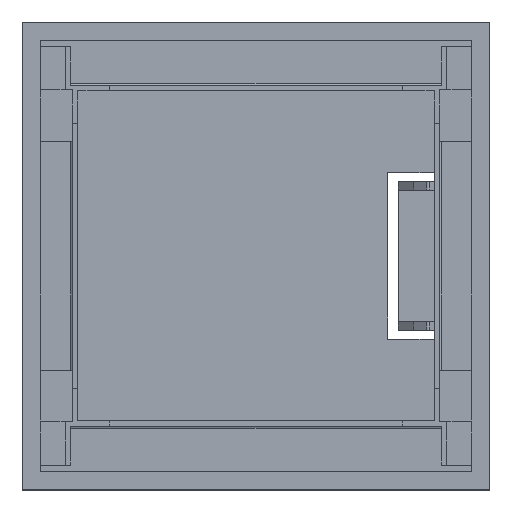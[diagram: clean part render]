
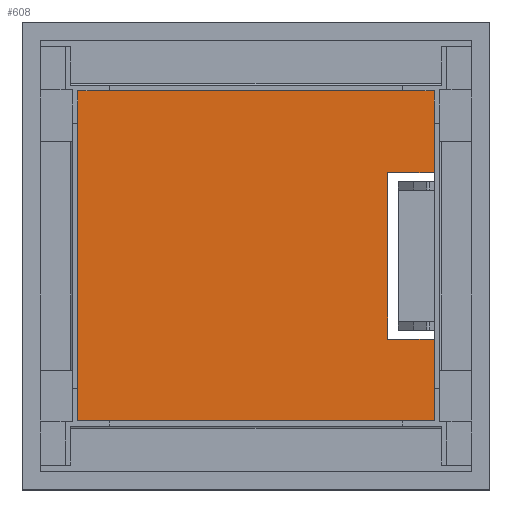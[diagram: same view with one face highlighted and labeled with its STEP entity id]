
A CAD part, top view. The second image highlights one B-rep face of the part: STEP entity #608.
In plain terms, the highlighted face is planar.
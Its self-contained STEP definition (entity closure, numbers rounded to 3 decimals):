
#8 = EDGE_CURVE ( 'NONE', #8750, #1529, #6122, .T. ) ;
#244 = VERTEX_POINT ( 'NONE', #4423 ) ;
#294 = LINE ( 'NONE', #8285, #7518 ) ;
#369 = VERTEX_POINT ( 'NONE', #5169 ) ;
#401 = CARTESIAN_POINT ( 'NONE',  ( 87.25, 0., -78. ) ) ;
#428 = VERTEX_POINT ( 'NONE', #7903 ) ;
#525 = CARTESIAN_POINT ( 'NONE',  ( 0., 0., -92.5 ) ) ;
#608 = ADVANCED_FACE ( 'NONE', ( #4747 ), #8899, .T. ) ;
#750 = VERTEX_POINT ( 'NONE', #401 ) ;
#808 = CARTESIAN_POINT ( 'NONE',  ( -92.25, 0., -78. ) ) ;
#871 = EDGE_LOOP ( 'NONE', ( #6728, #2106, #6177, #958, #2380, #8669, #8606, #4914, #4223, #2422, #3761, #1213 ) ) ;
#954 = CARTESIAN_POINT ( 'NONE',  ( -87.25, 0., -78. ) ) ;
#958 = ORIENTED_EDGE ( 'NONE', *, *, #9053, .T. ) ;
#961 = LINE ( 'NONE', #4398, #6485 ) ;
#1154 = LINE ( 'NONE', #6117, #9050 ) ;
#1213 = ORIENTED_EDGE ( 'NONE', *, *, #8, .F. ) ;
#1228 = LINE ( 'NONE', #5280, #2900 ) ;
#1463 = DIRECTION ( 'NONE',  ( 0., 0., -1. ) ) ;
#1529 = VERTEX_POINT ( 'NONE', #8070 ) ;
#1564 = VECTOR ( 'NONE', #2497, 1000. ) ;
#1728 = CARTESIAN_POINT ( 'NONE',  ( 0., 0., -78. ) ) ;
#1790 = LINE ( 'NONE', #4885, #1564 ) ;
#1798 = EDGE_CURVE ( 'NONE', #750, #7478, #1790, .T. ) ;
#1806 = DIRECTION ( 'NONE',  ( 0., 0., -1. ) ) ;
#1833 = CARTESIAN_POINT ( 'NONE',  ( 87.25, 0., -92.5 ) ) ;
#2106 = ORIENTED_EDGE ( 'NONE', *, *, #6795, .T. ) ;
#2113 = EDGE_CURVE ( 'NONE', #2317, #750, #1228, .T. ) ;
#2213 = VECTOR ( 'NONE', #7709, 1000. ) ;
#2285 = CARTESIAN_POINT ( 'NONE',  ( 38.5, 0., 92.5 ) ) ;
#2317 = VERTEX_POINT ( 'NONE', #7106 ) ;
#2380 = ORIENTED_EDGE ( 'NONE', *, *, #9028, .T. ) ;
#2422 = ORIENTED_EDGE ( 'NONE', *, *, #5215, .F. ) ;
#2497 = DIRECTION ( 'NONE',  ( 0., 0., -1. ) ) ;
#2900 = VECTOR ( 'NONE', #7418, 1000. ) ;
#2992 = AXIS2_PLACEMENT_3D ( 'NONE', #1728, #4226, #3934 ) ;
#3110 = VECTOR ( 'NONE', #1463, 1000. ) ;
#3169 = VECTOR ( 'NONE', #6690, 1000. ) ;
#3228 = EDGE_CURVE ( 'NONE', #7345, #428, #7965, .T. ) ;
#3282 = EDGE_CURVE ( 'NONE', #6899, #8750, #5732, .T. ) ;
#3522 = CARTESIAN_POINT ( 'NONE',  ( 92.25, 0., 92.5 ) ) ;
#3525 = VECTOR ( 'NONE', #3780, 1000. ) ;
#3597 = CARTESIAN_POINT ( 'NONE',  ( 92.25, 0., -78. ) ) ;
#3761 = ORIENTED_EDGE ( 'NONE', *, *, #9267, .F. ) ;
#3780 = DIRECTION ( 'NONE',  ( 0., 0., 1. ) ) ;
#3827 = VECTOR ( 'NONE', #5361, 1000. ) ;
#3934 = DIRECTION ( 'NONE',  ( 0., 0., -1. ) ) ;
#4115 = VECTOR ( 'NONE', #4850, 1000. ) ;
#4223 = ORIENTED_EDGE ( 'NONE', *, *, #2113, .F. ) ;
#4226 = DIRECTION ( 'NONE',  ( 0., -1., 0. ) ) ;
#4346 = LINE ( 'NONE', #525, #4115 ) ;
#4398 = CARTESIAN_POINT ( 'NONE',  ( -92.25, 0., 92.5 ) ) ;
#4423 = CARTESIAN_POINT ( 'NONE',  ( -92.25, 0., 92.5 ) ) ;
#4670 = CARTESIAN_POINT ( 'NONE',  ( 38.5, 0., 61. ) ) ;
#4747 = FACE_OUTER_BOUND ( 'NONE', #871, .T. ) ;
#4850 = DIRECTION ( 'NONE',  ( -1., 0., 0. ) ) ;
#4885 = CARTESIAN_POINT ( 'NONE',  ( 87.25, 0., -92.5 ) ) ;
#4914 = ORIENTED_EDGE ( 'NONE', *, *, #1798, .F. ) ;
#5169 = CARTESIAN_POINT ( 'NONE',  ( -38.5, 0., 92.5 ) ) ;
#5197 = VECTOR ( 'NONE', #5353, 1000. ) ;
#5215 = EDGE_CURVE ( 'NONE', #5814, #2317, #7154, .T. ) ;
#5270 = CARTESIAN_POINT ( 'NONE',  ( -87.25, 0., -92.5 ) ) ;
#5275 = EDGE_CURVE ( 'NONE', #369, #244, #961, .T. ) ;
#5280 = CARTESIAN_POINT ( 'NONE',  ( 87.25, 0., -78. ) ) ;
#5353 = DIRECTION ( 'NONE',  ( 1., 0., 0. ) ) ;
#5361 = DIRECTION ( 'NONE',  ( 1., 0., 0. ) ) ;
#5732 = LINE ( 'NONE', #4670, #3827 ) ;
#5814 = VERTEX_POINT ( 'NONE', #3522 ) ;
#6117 = CARTESIAN_POINT ( 'NONE',  ( -92.25, 0., -78. ) ) ;
#6122 = LINE ( 'NONE', #2285, #3525 ) ;
#6177 = ORIENTED_EDGE ( 'NONE', *, *, #5275, .T. ) ;
#6229 = CARTESIAN_POINT ( 'NONE',  ( -38.5, 0., 61. ) ) ;
#6485 = VECTOR ( 'NONE', #8707, 1000. ) ;
#6690 = DIRECTION ( 'NONE',  ( 1., 0., 0. ) ) ;
#6728 = ORIENTED_EDGE ( 'NONE', *, *, #3282, .F. ) ;
#6735 = CARTESIAN_POINT ( 'NONE',  ( 92.25, 0., 92.5 ) ) ;
#6795 = EDGE_CURVE ( 'NONE', #6899, #369, #294, .T. ) ;
#6899 = VERTEX_POINT ( 'NONE', #6229 ) ;
#7106 = CARTESIAN_POINT ( 'NONE',  ( 92.25, 0., -78. ) ) ;
#7112 = LINE ( 'NONE', #8963, #5197 ) ;
#7154 = LINE ( 'NONE', #3597, #3110 ) ;
#7345 = VERTEX_POINT ( 'NONE', #954 ) ;
#7418 = DIRECTION ( 'NONE',  ( -1., 0., 0. ) ) ;
#7478 = VERTEX_POINT ( 'NONE', #1833 ) ;
#7518 = VECTOR ( 'NONE', #9021, 1000. ) ;
#7709 = DIRECTION ( 'NONE',  ( 0., 0., -1. ) ) ;
#7903 = CARTESIAN_POINT ( 'NONE',  ( -87.25, 0., -92.5 ) ) ;
#7965 = LINE ( 'NONE', #5270, #2213 ) ;
#8018 = EDGE_CURVE ( 'NONE', #7478, #428, #4346, .T. ) ;
#8070 = CARTESIAN_POINT ( 'NONE',  ( 38.5, 0., 92.5 ) ) ;
#8242 = VERTEX_POINT ( 'NONE', #808 ) ;
#8285 = CARTESIAN_POINT ( 'NONE',  ( -38.5, 0., 92.5 ) ) ;
#8586 = CARTESIAN_POINT ( 'NONE',  ( 38.5, 0., 61. ) ) ;
#8606 = ORIENTED_EDGE ( 'NONE', *, *, #8018, .F. ) ;
#8669 = ORIENTED_EDGE ( 'NONE', *, *, #3228, .T. ) ;
#8707 = DIRECTION ( 'NONE',  ( -1., 0., 0. ) ) ;
#8750 = VERTEX_POINT ( 'NONE', #8586 ) ;
#8899 = PLANE ( 'NONE',  #2992 ) ;
#8931 = LINE ( 'NONE', #6735, #3169 ) ;
#8963 = CARTESIAN_POINT ( 'NONE',  ( -87.25, 0., -78. ) ) ;
#9021 = DIRECTION ( 'NONE',  ( 0., 0., 1. ) ) ;
#9028 = EDGE_CURVE ( 'NONE', #8242, #7345, #7112, .T. ) ;
#9050 = VECTOR ( 'NONE', #1806, 1000. ) ;
#9053 = EDGE_CURVE ( 'NONE', #244, #8242, #1154, .T. ) ;
#9267 = EDGE_CURVE ( 'NONE', #1529, #5814, #8931, .T. ) ;
